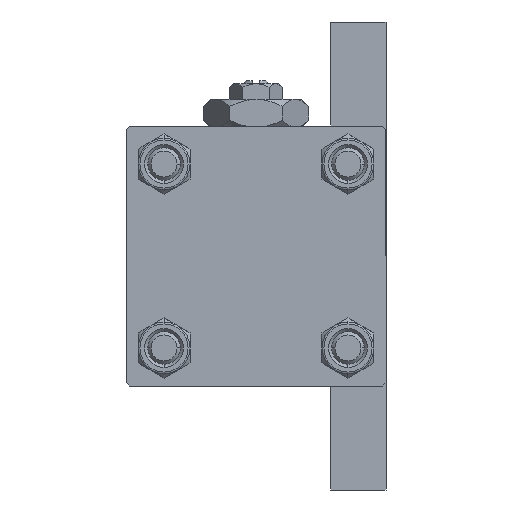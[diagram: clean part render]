
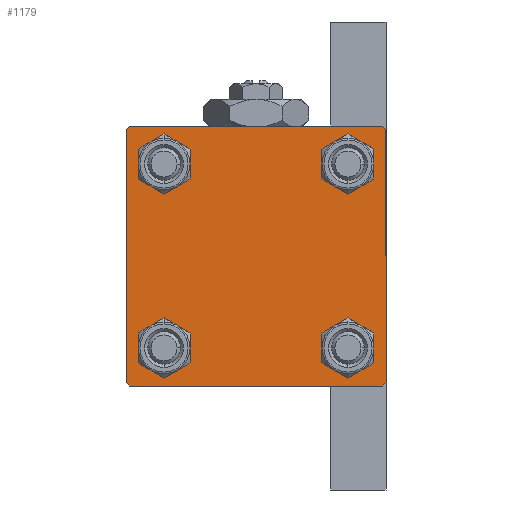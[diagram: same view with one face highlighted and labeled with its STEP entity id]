
A CAD part, left-side view. The second image highlights one B-rep face of the part: STEP entity #1179.
In plain terms, the highlighted planar face has unit normal (-1, 0, 0).
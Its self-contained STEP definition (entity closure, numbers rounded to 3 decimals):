
#34 = CARTESIAN_POINT ( 'NONE',  ( 0., 14.15, 14.15 ) ) ;
#62 = ORIENTED_EDGE ( 'NONE', *, *, #20282, .T. ) ;
#678 = DIRECTION ( 'NONE',  ( 0., 0., 1. ) ) ;
#704 = LINE ( 'NONE', #16301, #4262 ) ;
#897 = CARTESIAN_POINT ( 'NONE',  ( 0., 20., 20. ) ) ;
#946 = ORIENTED_EDGE ( 'NONE', *, *, #23283, .T. ) ;
#1017 = VERTEX_POINT ( 'NONE', #21858 ) ;
#1058 = VERTEX_POINT ( 'NONE', #23880 ) ;
#1179 = ADVANCED_FACE ( 'NONE', ( #13364, #35917, #29001, #44618, #5684 ), #36169, .T. ) ;
#1754 = CARTESIAN_POINT ( 'NONE',  ( 0., 19.75, -19.75 ) ) ;
#2253 = EDGE_LOOP ( 'NONE', ( #3525, #18777, #16383, #37400, #10829, #14250, #8990, #9515 ) ) ;
#2435 = CARTESIAN_POINT ( 'NONE',  ( 0., -14.15, 17.15 ) ) ;
#2772 = EDGE_LOOP ( 'NONE', ( #46525, #20268 ) ) ;
#3525 = ORIENTED_EDGE ( 'NONE', *, *, #35406, .T. ) ;
#4262 = VECTOR ( 'NONE', #29594, 1000. ) ;
#4726 = CARTESIAN_POINT ( 'NONE',  ( 0., -14.15, -14.15 ) ) ;
#5126 = VERTEX_POINT ( 'NONE', #13128 ) ;
#5684 = FACE_OUTER_BOUND ( 'NONE', #2253, .T. ) ;
#5735 = DIRECTION ( 'NONE',  ( 0., 0.707, 0.707 ) ) ;
#5758 = CARTESIAN_POINT ( 'NONE',  ( 0., -14.15, 14.15 ) ) ;
#6185 = CARTESIAN_POINT ( 'NONE',  ( 0., 19.5, -20. ) ) ;
#6720 = VECTOR ( 'NONE', #20352, 1000. ) ;
#6774 = CIRCLE ( 'NONE', #23919, 3. ) ;
#6847 = DIRECTION ( 'NONE',  ( 0., 0., 1. ) ) ;
#7305 = CARTESIAN_POINT ( 'NONE',  ( 0., -14.15, -17.15 ) ) ;
#7778 = VECTOR ( 'NONE', #48234, 1000. ) ;
#7893 = EDGE_CURVE ( 'NONE', #23126, #1017, #33593, .T. ) ;
#8780 = VERTEX_POINT ( 'NONE', #14122 ) ;
#8990 = ORIENTED_EDGE ( 'NONE', *, *, #44711, .F. ) ;
#9060 = LINE ( 'NONE', #897, #7778 ) ;
#9515 = ORIENTED_EDGE ( 'NONE', *, *, #18197, .T. ) ;
#9632 = EDGE_CURVE ( 'NONE', #43867, #47420, #704, .T. ) ;
#9835 = EDGE_CURVE ( 'NONE', #40722, #27690, #14852, .T. ) ;
#9932 = DIRECTION ( 'NONE',  ( 1., 0., 0. ) ) ;
#10590 = CARTESIAN_POINT ( 'NONE',  ( 0., -19.75, 19.75 ) ) ;
#10829 = ORIENTED_EDGE ( 'NONE', *, *, #9632, .F. ) ;
#11894 = VERTEX_POINT ( 'NONE', #45674 ) ;
#12186 = VERTEX_POINT ( 'NONE', #15126 ) ;
#13128 = CARTESIAN_POINT ( 'NONE',  ( 0., 20., -19.5 ) ) ;
#13364 = FACE_BOUND ( 'NONE', #13875, .T. ) ;
#13875 = EDGE_LOOP ( 'NONE', ( #946, #22346 ) ) ;
#14122 = CARTESIAN_POINT ( 'NONE',  ( 0., 19.5, 20. ) ) ;
#14207 = DIRECTION ( 'NONE',  ( 0., 0., 1. ) ) ;
#14250 = ORIENTED_EDGE ( 'NONE', *, *, #33902, .T. ) ;
#14852 = CIRCLE ( 'NONE', #34468, 3. ) ;
#15126 = CARTESIAN_POINT ( 'NONE',  ( 0., -19.5, 20. ) ) ;
#15262 = CARTESIAN_POINT ( 'NONE',  ( 0., -20., -19.5 ) ) ;
#15272 = CARTESIAN_POINT ( 'NONE',  ( 0., 20., -20. ) ) ;
#15298 = CARTESIAN_POINT ( 'NONE',  ( 0., 14.15, -14.15 ) ) ;
#15402 = EDGE_CURVE ( 'NONE', #40128, #1058, #33738, .T. ) ;
#15465 = EDGE_CURVE ( 'NONE', #28224, #20164, #6774, .T. ) ;
#15996 = DIRECTION ( 'NONE',  ( 1., 0., 0. ) ) ;
#16032 = CARTESIAN_POINT ( 'NONE',  ( 0., -14.15, 11.15 ) ) ;
#16301 = CARTESIAN_POINT ( 'NONE',  ( 0., -20., 20. ) ) ;
#16383 = ORIENTED_EDGE ( 'NONE', *, *, #48297, .T. ) ;
#16955 = DIRECTION ( 'NONE',  ( -1., 0., 0. ) ) ;
#17929 = VERTEX_POINT ( 'NONE', #23132 ) ;
#18197 = EDGE_CURVE ( 'NONE', #8780, #17929, #31771, .T. ) ;
#18345 = AXIS2_PLACEMENT_3D ( 'NONE', #34, #42781, #30250 ) ;
#18777 = ORIENTED_EDGE ( 'NONE', *, *, #42503, .T. ) ;
#18801 = ORIENTED_EDGE ( 'NONE', *, *, #44903, .T. ) ;
#20164 = VERTEX_POINT ( 'NONE', #2435 ) ;
#20268 = ORIENTED_EDGE ( 'NONE', *, *, #27349, .T. ) ;
#20282 = EDGE_CURVE ( 'NONE', #27690, #40722, #29857, .T. ) ;
#20333 = DIRECTION ( 'NONE',  ( 0., 0., 1. ) ) ;
#20352 = DIRECTION ( 'NONE',  ( 0., -0.707, 0.707 ) ) ;
#20538 = CARTESIAN_POINT ( 'NONE',  ( 0., 0., 0. ) ) ;
#20698 = CARTESIAN_POINT ( 'NONE',  ( 0., 14.15, 17.15 ) ) ;
#21344 = ORIENTED_EDGE ( 'NONE', *, *, #15402, .T. ) ;
#21451 = CARTESIAN_POINT ( 'NONE',  ( 0., 14.15, -14.15 ) ) ;
#21858 = CARTESIAN_POINT ( 'NONE',  ( 0., 14.15, 11.15 ) ) ;
#22346 = ORIENTED_EDGE ( 'NONE', *, *, #15465, .T. ) ;
#22593 = AXIS2_PLACEMENT_3D ( 'NONE', #5758, #28069, #678 ) ;
#23126 = VERTEX_POINT ( 'NONE', #20698 ) ;
#23132 = CARTESIAN_POINT ( 'NONE',  ( 0., 20., 19.5 ) ) ;
#23283 = EDGE_CURVE ( 'NONE', #20164, #28224, #34029, .T. ) ;
#23880 = CARTESIAN_POINT ( 'NONE',  ( 0., 14.15, -11.15 ) ) ;
#23919 = AXIS2_PLACEMENT_3D ( 'NONE', #41433, #49368, #6847 ) ;
#23971 = LINE ( 'NONE', #15272, #33869 ) ;
#24200 = LINE ( 'NONE', #39829, #6720 ) ;
#25575 = CIRCLE ( 'NONE', #40323, 3. ) ;
#25887 = CARTESIAN_POINT ( 'NONE',  ( 0., 14.15, 14.15 ) ) ;
#26055 = DIRECTION ( 'NONE',  ( 0., 0., 1. ) ) ;
#26067 = VECTOR ( 'NONE', #38317, 1000. ) ;
#27349 = EDGE_CURVE ( 'NONE', #1017, #23126, #35517, .T. ) ;
#27690 = VERTEX_POINT ( 'NONE', #49404 ) ;
#28069 = DIRECTION ( 'NONE',  ( 1., 0., 0. ) ) ;
#28224 = VERTEX_POINT ( 'NONE', #16032 ) ;
#28638 = EDGE_LOOP ( 'NONE', ( #62, #44155 ) ) ;
#29001 = FACE_BOUND ( 'NONE', #45450, .T. ) ;
#29594 = DIRECTION ( 'NONE',  ( 0., 0., -1. ) ) ;
#29857 = CIRCLE ( 'NONE', #47830, 3. ) ;
#30250 = DIRECTION ( 'NONE',  ( 0., 0., 1. ) ) ;
#30637 = CARTESIAN_POINT ( 'NONE',  ( 0., 20., 20. ) ) ;
#31105 = VERTEX_POINT ( 'NONE', #6185 ) ;
#31126 = LINE ( 'NONE', #30637, #26067 ) ;
#31361 = VECTOR ( 'NONE', #5735, 1000. ) ;
#31405 = DIRECTION ( 'NONE',  ( 0., -1., 0. ) ) ;
#31771 = LINE ( 'NONE', #50477, #50207 ) ;
#31933 = DIRECTION ( 'NONE',  ( 0., 0., 1. ) ) ;
#32471 = LINE ( 'NONE', #1754, #37756 ) ;
#32570 = DIRECTION ( 'NONE',  ( 0., 0., 1. ) ) ;
#32806 = DIRECTION ( 'NONE',  ( 0., 0., 1. ) ) ;
#33593 = CIRCLE ( 'NONE', #40957, 3. ) ;
#33738 = CIRCLE ( 'NONE', #40304, 3. ) ;
#33814 = DIRECTION ( 'NONE',  ( 1., 0., 0. ) ) ;
#33869 = VECTOR ( 'NONE', #31405, 1000. ) ;
#33902 = EDGE_CURVE ( 'NONE', #43867, #12186, #37724, .T. ) ;
#34029 = CIRCLE ( 'NONE', #22593, 3. ) ;
#34468 = AXIS2_PLACEMENT_3D ( 'NONE', #4726, #15996, #20333 ) ;
#35406 = EDGE_CURVE ( 'NONE', #17929, #5126, #31126, .T. ) ;
#35517 = CIRCLE ( 'NONE', #18345, 3. ) ;
#35917 = FACE_BOUND ( 'NONE', #28638, .T. ) ;
#36169 = PLANE ( 'NONE',  #39090 ) ;
#36224 = CARTESIAN_POINT ( 'NONE',  ( 0., -20., 19.5 ) ) ;
#36818 = DIRECTION ( 'NONE',  ( 0., -0.707, -0.707 ) ) ;
#37400 = ORIENTED_EDGE ( 'NONE', *, *, #39835, .T. ) ;
#37724 = LINE ( 'NONE', #10590, #31361 ) ;
#37756 = VECTOR ( 'NONE', #36818, 1000. ) ;
#38317 = DIRECTION ( 'NONE',  ( 0., 0., -1. ) ) ;
#39090 = AXIS2_PLACEMENT_3D ( 'NONE', #20538, #16955, #32570 ) ;
#39829 = CARTESIAN_POINT ( 'NONE',  ( 0., -19.75, -19.75 ) ) ;
#39835 = EDGE_CURVE ( 'NONE', #11894, #47420, #24200, .T. ) ;
#40128 = VERTEX_POINT ( 'NONE', #45299 ) ;
#40304 = AXIS2_PLACEMENT_3D ( 'NONE', #21451, #9932, #26055 ) ;
#40323 = AXIS2_PLACEMENT_3D ( 'NONE', #15298, #42697, #31933 ) ;
#40722 = VERTEX_POINT ( 'NONE', #7305 ) ;
#40957 = AXIS2_PLACEMENT_3D ( 'NONE', #25887, #33814, #32806 ) ;
#41433 = CARTESIAN_POINT ( 'NONE',  ( 0., -14.15, 14.15 ) ) ;
#42503 = EDGE_CURVE ( 'NONE', #5126, #31105, #32471, .T. ) ;
#42697 = DIRECTION ( 'NONE',  ( 1., 0., 0. ) ) ;
#42781 = DIRECTION ( 'NONE',  ( 1., 0., 0. ) ) ;
#43045 = DIRECTION ( 'NONE',  ( 0., 0.707, -0.707 ) ) ;
#43867 = VERTEX_POINT ( 'NONE', #36224 ) ;
#44155 = ORIENTED_EDGE ( 'NONE', *, *, #9835, .T. ) ;
#44618 = FACE_BOUND ( 'NONE', #2772, .T. ) ;
#44711 = EDGE_CURVE ( 'NONE', #8780, #12186, #9060, .T. ) ;
#44903 = EDGE_CURVE ( 'NONE', #1058, #40128, #25575, .T. ) ;
#45299 = CARTESIAN_POINT ( 'NONE',  ( 0., 14.15, -17.15 ) ) ;
#45450 = EDGE_LOOP ( 'NONE', ( #18801, #21344 ) ) ;
#45674 = CARTESIAN_POINT ( 'NONE',  ( 0., -19.5, -20. ) ) ;
#46525 = ORIENTED_EDGE ( 'NONE', *, *, #7893, .T. ) ;
#47420 = VERTEX_POINT ( 'NONE', #15262 ) ;
#47830 = AXIS2_PLACEMENT_3D ( 'NONE', #48786, #49284, #14207 ) ;
#48234 = DIRECTION ( 'NONE',  ( 0., -1., 0. ) ) ;
#48297 = EDGE_CURVE ( 'NONE', #31105, #11894, #23971, .T. ) ;
#48786 = CARTESIAN_POINT ( 'NONE',  ( 0., -14.15, -14.15 ) ) ;
#49284 = DIRECTION ( 'NONE',  ( 1., 0., 0. ) ) ;
#49368 = DIRECTION ( 'NONE',  ( 1., 0., 0. ) ) ;
#49404 = CARTESIAN_POINT ( 'NONE',  ( 0., -14.15, -11.15 ) ) ;
#50207 = VECTOR ( 'NONE', #43045, 1000. ) ;
#50477 = CARTESIAN_POINT ( 'NONE',  ( 0., 19.75, 19.75 ) ) ;
